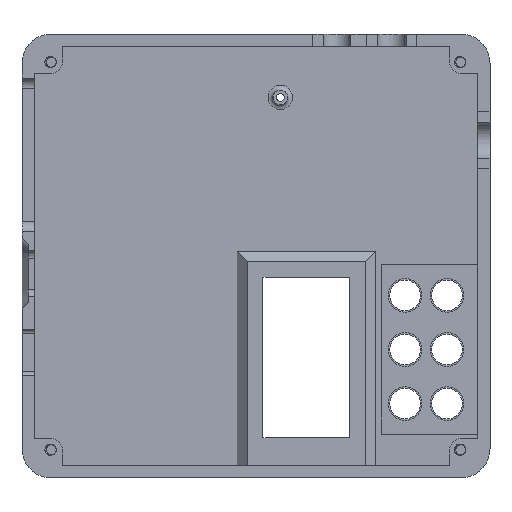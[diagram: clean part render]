
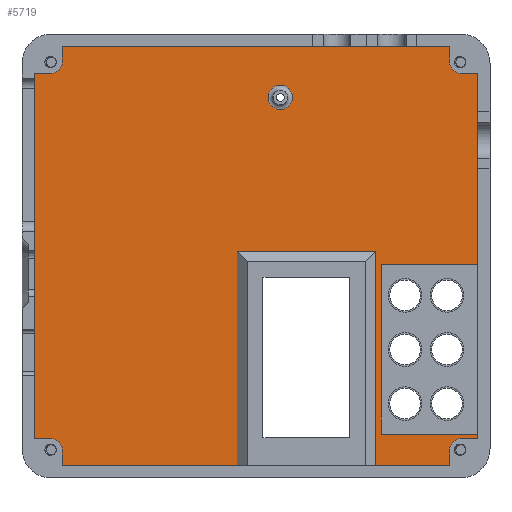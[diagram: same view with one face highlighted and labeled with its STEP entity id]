
A CAD part, front view. The second image highlights one B-rep face of the part: STEP entity #5719.
In plain terms, the highlighted planar face has unit normal (0, -1, 0).
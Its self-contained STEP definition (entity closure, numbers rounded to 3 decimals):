
#32=FACE_BOUND('',#666,.T.);
#68=PLANE('',#6082);
#350=FACE_OUTER_BOUND('',#665,.T.);
#665=EDGE_LOOP('',(#4756,#4757,#4758,#4759,#4760,#4761,#4762,#4763,#4764,
#4765,#4766,#4767,#4768,#4769,#4770,#4771,#4772,#4773,#4774,#4775,#4776,
#4777,#4778,#4779,#4780,#4781));
#666=EDGE_LOOP('',(#4782));
#822=CIRCLE('',#6076,2.25);
#825=CIRCLE('',#6083,2.25);
#826=CIRCLE('',#6084,2.25);
#827=CIRCLE('',#6085,2.25);
#828=CIRCLE('',#6086,2.5);
#1436=LINE('',#13845,#1837);
#1438=LINE('',#13851,#1839);
#1458=LINE('',#20136,#1859);
#1461=LINE('',#20141,#1862);
#1463=LINE('',#20147,#1864);
#1467=LINE('',#20155,#1868);
#1468=LINE('',#20157,#1869);
#1469=LINE('',#20159,#1870);
#1470=LINE('',#20161,#1871);
#1471=LINE('',#20163,#1872);
#1472=LINE('',#20165,#1873);
#1473=LINE('',#20169,#1874);
#1474=LINE('',#20171,#1875);
#1475=LINE('',#20173,#1876);
#1476=LINE('',#20175,#1877);
#1477=LINE('',#20177,#1878);
#1478=LINE('',#20179,#1879);
#1479=LINE('',#20181,#1880);
#1480=LINE('',#20185,#1881);
#1481=LINE('',#20187,#1882);
#1482=LINE('',#20189,#1883);
#1483=LINE('',#20192,#1884);
#1837=VECTOR('',#6802,10.);
#1839=VECTOR('',#6808,10.);
#1859=VECTOR('',#6930,10.);
#1862=VECTOR('',#6935,10.);
#1864=VECTOR('',#6941,10.);
#1868=VECTOR('',#6947,10.);
#1869=VECTOR('',#6948,10.);
#1870=VECTOR('',#6949,10.);
#1871=VECTOR('',#6950,10.);
#1872=VECTOR('',#6951,10.);
#1873=VECTOR('',#6952,10.);
#1874=VECTOR('',#6955,10.);
#1875=VECTOR('',#6956,10.);
#1876=VECTOR('',#6957,10.);
#1877=VECTOR('',#6958,10.);
#1878=VECTOR('',#6959,10.);
#1879=VECTOR('',#6960,10.);
#1880=VECTOR('',#6961,10.);
#1881=VECTOR('',#6964,10.);
#1882=VECTOR('',#6965,10.);
#1883=VECTOR('',#6966,10.);
#1884=VECTOR('',#6969,10.);
#2451=VERTEX_POINT('',#13842);
#2452=VERTEX_POINT('',#13844);
#2454=VERTEX_POINT('',#13850);
#2488=VERTEX_POINT('',#20126);
#2489=VERTEX_POINT('',#20127);
#2492=VERTEX_POINT('',#20135);
#2495=VERTEX_POINT('',#20146);
#2498=VERTEX_POINT('',#20154);
#2499=VERTEX_POINT('',#20156);
#2500=VERTEX_POINT('',#20158);
#2501=VERTEX_POINT('',#20160);
#2502=VERTEX_POINT('',#20162);
#2503=VERTEX_POINT('',#20164);
#2504=VERTEX_POINT('',#20166);
#2505=VERTEX_POINT('',#20168);
#2506=VERTEX_POINT('',#20170);
#2507=VERTEX_POINT('',#20172);
#2508=VERTEX_POINT('',#20174);
#2509=VERTEX_POINT('',#20176);
#2510=VERTEX_POINT('',#20178);
#2511=VERTEX_POINT('',#20180);
#2512=VERTEX_POINT('',#20182);
#2513=VERTEX_POINT('',#20184);
#2514=VERTEX_POINT('',#20186);
#2515=VERTEX_POINT('',#20188);
#2516=VERTEX_POINT('',#20190);
#2517=VERTEX_POINT('',#20193);
#3199=EDGE_CURVE('',#2451,#2452,#1436,.T.);
#3202=EDGE_CURVE('',#2454,#2451,#1438,.T.);
#3275=EDGE_CURVE('',#2488,#2489,#822,.T.);
#3279=EDGE_CURVE('',#2489,#2492,#1458,.T.);
#3282=EDGE_CURVE('',#2454,#2488,#1461,.T.);
#3285=EDGE_CURVE('',#2452,#2495,#1463,.T.);
#3289=EDGE_CURVE('',#2498,#2492,#1467,.T.);
#3290=EDGE_CURVE('',#2498,#2499,#1468,.T.);
#3291=EDGE_CURVE('',#2499,#2500,#1469,.T.);
#3292=EDGE_CURVE('',#2500,#2501,#1470,.T.);
#3293=EDGE_CURVE('',#2502,#2501,#1471,.T.);
#3294=EDGE_CURVE('',#2502,#2503,#1472,.T.);
#3295=EDGE_CURVE('',#2503,#2504,#825,.T.);
#3296=EDGE_CURVE('',#2504,#2505,#1473,.T.);
#3297=EDGE_CURVE('',#2506,#2505,#1474,.T.);
#3298=EDGE_CURVE('',#2506,#2507,#1475,.T.);
#3299=EDGE_CURVE('',#2507,#2508,#1476,.F.);
#3300=EDGE_CURVE('',#2508,#2509,#1477,.T.);
#3301=EDGE_CURVE('',#2510,#2509,#1478,.T.);
#3302=EDGE_CURVE('',#2510,#2511,#1479,.T.);
#3303=EDGE_CURVE('',#2511,#2512,#826,.T.);
#3304=EDGE_CURVE('',#2512,#2513,#1480,.T.);
#3305=EDGE_CURVE('',#2514,#2513,#1481,.T.);
#3306=EDGE_CURVE('',#2514,#2515,#1482,.T.);
#3307=EDGE_CURVE('',#2515,#2516,#827,.T.);
#3308=EDGE_CURVE('',#2516,#2495,#1483,.T.);
#3309=EDGE_CURVE('',#2517,#2517,#828,.T.);
#4756=ORIENTED_EDGE('',*,*,#3282,.T.);
#4757=ORIENTED_EDGE('',*,*,#3275,.T.);
#4758=ORIENTED_EDGE('',*,*,#3279,.T.);
#4759=ORIENTED_EDGE('',*,*,#3289,.F.);
#4760=ORIENTED_EDGE('',*,*,#3290,.T.);
#4761=ORIENTED_EDGE('',*,*,#3291,.T.);
#4762=ORIENTED_EDGE('',*,*,#3292,.T.);
#4763=ORIENTED_EDGE('',*,*,#3293,.F.);
#4764=ORIENTED_EDGE('',*,*,#3294,.T.);
#4765=ORIENTED_EDGE('',*,*,#3295,.T.);
#4766=ORIENTED_EDGE('',*,*,#3296,.T.);
#4767=ORIENTED_EDGE('',*,*,#3297,.F.);
#4768=ORIENTED_EDGE('',*,*,#3298,.T.);
#4769=ORIENTED_EDGE('',*,*,#3299,.T.);
#4770=ORIENTED_EDGE('',*,*,#3300,.T.);
#4771=ORIENTED_EDGE('',*,*,#3301,.F.);
#4772=ORIENTED_EDGE('',*,*,#3302,.T.);
#4773=ORIENTED_EDGE('',*,*,#3303,.T.);
#4774=ORIENTED_EDGE('',*,*,#3304,.T.);
#4775=ORIENTED_EDGE('',*,*,#3305,.F.);
#4776=ORIENTED_EDGE('',*,*,#3306,.T.);
#4777=ORIENTED_EDGE('',*,*,#3307,.T.);
#4778=ORIENTED_EDGE('',*,*,#3308,.T.);
#4779=ORIENTED_EDGE('',*,*,#3285,.F.);
#4780=ORIENTED_EDGE('',*,*,#3199,.F.);
#4781=ORIENTED_EDGE('',*,*,#3202,.F.);
#4782=ORIENTED_EDGE('',*,*,#3309,.F.);
#5719=ADVANCED_FACE('',(#350,#32),#68,.F.);
#6076=AXIS2_PLACEMENT_3D('',#20128,#6922,#6923);
#6082=AXIS2_PLACEMENT_3D('',#20153,#6945,#6946);
#6083=AXIS2_PLACEMENT_3D('',#20167,#6953,#6954);
#6084=AXIS2_PLACEMENT_3D('',#20183,#6962,#6963);
#6085=AXIS2_PLACEMENT_3D('',#20191,#6967,#6968);
#6086=AXIS2_PLACEMENT_3D('',#20194,#6970,#6971);
#6802=DIRECTION('',(0.,0.,1.));
#6808=DIRECTION('',(0.,0.,1.));
#6922=DIRECTION('center_axis',(0.,1.,0.));
#6923=DIRECTION('ref_axis',(1.,0.,0.));
#6930=DIRECTION('',(0.,0.,-1.));
#6935=DIRECTION('',(1.,0.,0.));
#6941=DIRECTION('',(0.,0.,1.));
#6945=DIRECTION('center_axis',(0.,1.,0.));
#6946=DIRECTION('ref_axis',(-1.,0.,0.));
#6947=DIRECTION('',(-1.,0.,0.));
#6948=DIRECTION('',(0.,0.,1.));
#6949=DIRECTION('',(1.,0.,0.));
#6950=DIRECTION('',(0.,0.,-1.));
#6951=DIRECTION('',(-1.,0.,0.));
#6952=DIRECTION('',(0.,0.,1.));
#6953=DIRECTION('center_axis',(0.,1.,0.));
#6954=DIRECTION('ref_axis',(1.,0.,0.));
#6955=DIRECTION('',(1.,0.,0.));
#6956=DIRECTION('',(0.,0.,-1.));
#6957=DIRECTION('',(-1.,0.,0.));
#6958=DIRECTION('',(0.,0.,-1.));
#6959=DIRECTION('',(1.,0.,0.));
#6960=DIRECTION('',(0.,0.,-1.));
#6961=DIRECTION('',(-1.,0.,0.));
#6962=DIRECTION('center_axis',(0.,1.,0.));
#6963=DIRECTION('ref_axis',(1.,0.,0.));
#6964=DIRECTION('',(0.,0.,1.));
#6965=DIRECTION('',(1.,0.,0.));
#6966=DIRECTION('',(0.,0.,-1.));
#6967=DIRECTION('center_axis',(0.,1.,0.));
#6968=DIRECTION('ref_axis',(1.,0.,0.));
#6969=DIRECTION('',(-1.,0.,0.));
#6970=DIRECTION('center_axis',(0.,-1.,0.));
#6971=DIRECTION('ref_axis',(1.,0.,0.));
#13842=CARTESIAN_POINT('',(-45.5,14.47,6.435));
#13844=CARTESIAN_POINT('',(-45.5,14.47,35.043));
#13845=CARTESIAN_POINT('',(-45.5,14.47,2.375));
#13850=CARTESIAN_POINT('',(-45.5,14.47,-37.5));
#13851=CARTESIAN_POINT('',(-45.5,14.47,2.375));
#20126=CARTESIAN_POINT('',(-42.,14.47,-37.5));
#20127=CARTESIAN_POINT('',(-39.75,14.47,-39.75));
#20128=CARTESIAN_POINT('Origin',(-42.,14.47,-39.75));
#20135=CARTESIAN_POINT('',(-39.75,14.47,-43.025));
#20136=CARTESIAN_POINT('',(-39.75,14.47,-21.513));
#20141=CARTESIAN_POINT('',(-21.,14.47,-37.5));
#20146=CARTESIAN_POINT('',(-45.5,14.47,37.5));
#20147=CARTESIAN_POINT('',(-45.5,14.47,2.375));
#20153=CARTESIAN_POINT('Origin',(0.,14.47,0.));
#20154=CARTESIAN_POINT('',(-3.866,14.47,-43.025));
#20155=CARTESIAN_POINT('',(29.59,14.47,-43.025));
#20156=CARTESIAN_POINT('',(-3.866,14.47,0.925));
#20157=CARTESIAN_POINT('',(-3.866,14.47,-21.278));
#20158=CARTESIAN_POINT('',(24.514,14.47,0.925));
#20159=CARTESIAN_POINT('',(-1.933,14.47,0.925));
#20160=CARTESIAN_POINT('',(24.514,14.47,-43.025));
#20161=CARTESIAN_POINT('',(24.514,14.47,0.462));
#20162=CARTESIAN_POINT('',(39.75,14.47,-43.025));
#20163=CARTESIAN_POINT('',(29.59,14.47,-43.025));
#20164=CARTESIAN_POINT('',(39.75,14.47,-39.75));
#20165=CARTESIAN_POINT('',(39.75,14.47,-19.875));
#20166=CARTESIAN_POINT('',(42.,14.47,-37.5));
#20167=CARTESIAN_POINT('Origin',(42.,14.47,-39.75));
#20168=CARTESIAN_POINT('',(45.5,14.47,-37.5));
#20169=CARTESIAN_POINT('',(22.75,14.47,-37.5));
#20170=CARTESIAN_POINT('',(45.5,14.47,-36.525));
#20171=CARTESIAN_POINT('',(45.5,14.47,41.9));
#20172=CARTESIAN_POINT('',(25.73,14.47,-36.525));
#20173=CARTESIAN_POINT('',(13.49,14.47,-36.525));
#20174=CARTESIAN_POINT('',(25.73,14.47,-1.725));
#20175=CARTESIAN_POINT('',(25.73,14.47,-0.863));
#20176=CARTESIAN_POINT('',(45.5,14.47,-1.725));
#20177=CARTESIAN_POINT('',(22.75,14.47,-1.725));
#20178=CARTESIAN_POINT('',(45.5,14.47,37.5));
#20179=CARTESIAN_POINT('',(45.5,14.47,41.9));
#20180=CARTESIAN_POINT('',(42.,14.47,37.5));
#20181=CARTESIAN_POINT('',(21.,14.47,37.5));
#20182=CARTESIAN_POINT('',(39.75,14.47,39.75));
#20183=CARTESIAN_POINT('Origin',(42.,14.47,39.75));
#20184=CARTESIAN_POINT('',(39.75,14.47,43.025));
#20185=CARTESIAN_POINT('',(39.75,14.47,21.513));
#20186=CARTESIAN_POINT('',(-39.75,14.47,43.025));
#20187=CARTESIAN_POINT('',(14.475,14.47,43.025));
#20188=CARTESIAN_POINT('',(-39.75,14.47,39.75));
#20189=CARTESIAN_POINT('',(-39.75,14.47,19.875));
#20190=CARTESIAN_POINT('',(-42.,14.47,37.5));
#20191=CARTESIAN_POINT('Origin',(-42.,14.47,39.75));
#20192=CARTESIAN_POINT('',(-22.75,14.47,37.5));
#20193=CARTESIAN_POINT('',(5.,14.47,30.025));
#20194=CARTESIAN_POINT('Origin',(5.,14.47,32.525));
